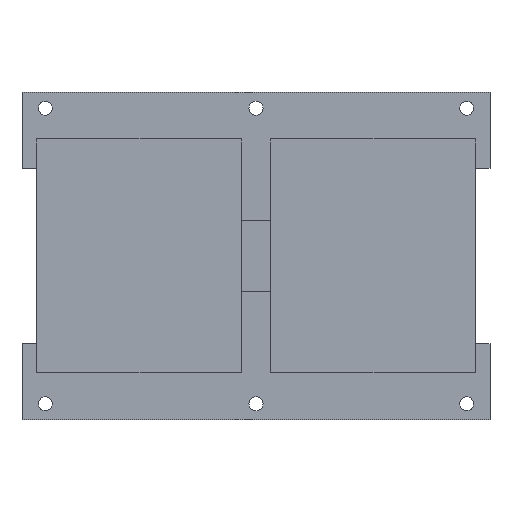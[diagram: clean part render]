
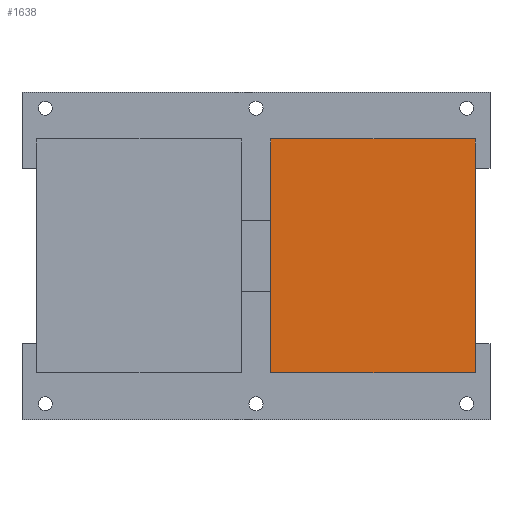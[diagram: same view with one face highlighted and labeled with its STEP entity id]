
A CAD part, top view. The second image highlights one B-rep face of the part: STEP entity #1638.
In plain terms, the highlighted planar face has unit normal (0, 0, 1).
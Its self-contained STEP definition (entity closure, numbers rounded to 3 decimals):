
#1509 = VERTEX_POINT('',#1510);
#1510 = CARTESIAN_POINT('',(-17.5,-20.,3.));
#1516 = EDGE_CURVE('',#1509,#1517,#1519,.T.);
#1517 = VERTEX_POINT('',#1518);
#1518 = CARTESIAN_POINT('',(-17.5,20.,3.));
#1519 = LINE('',#1520,#1521);
#1520 = CARTESIAN_POINT('',(-17.5,-20.,3.));
#1521 = VECTOR('',#1522,1.);
#1522 = DIRECTION('',(0.,1.,0.));
#1547 = EDGE_CURVE('',#1517,#1548,#1550,.T.);
#1548 = VERTEX_POINT('',#1549);
#1549 = CARTESIAN_POINT('',(17.5,20.,3.));
#1550 = LINE('',#1551,#1552);
#1551 = CARTESIAN_POINT('',(-17.5,20.,3.));
#1552 = VECTOR('',#1553,1.);
#1553 = DIRECTION('',(1.,0.,0.));
#1578 = EDGE_CURVE('',#1548,#1579,#1581,.T.);
#1579 = VERTEX_POINT('',#1580);
#1580 = CARTESIAN_POINT('',(17.5,-20.,3.));
#1581 = LINE('',#1582,#1583);
#1582 = CARTESIAN_POINT('',(17.5,20.,3.));
#1583 = VECTOR('',#1584,1.);
#1584 = DIRECTION('',(0.,-1.,0.));
#1609 = EDGE_CURVE('',#1579,#1509,#1610,.T.);
#1610 = LINE('',#1611,#1612);
#1611 = CARTESIAN_POINT('',(17.5,-20.,3.));
#1612 = VECTOR('',#1613,1.);
#1613 = DIRECTION('',(-1.,0.,0.));
#1638 = ADVANCED_FACE('',(#1639),#1645,.T.);
#1639 = FACE_BOUND('',#1640,.F.);
#1640 = EDGE_LOOP('',(#1641,#1642,#1643,#1644));
#1641 = ORIENTED_EDGE('',*,*,#1516,.T.);
#1642 = ORIENTED_EDGE('',*,*,#1547,.T.);
#1643 = ORIENTED_EDGE('',*,*,#1578,.T.);
#1644 = ORIENTED_EDGE('',*,*,#1609,.T.);
#1645 = PLANE('',#1646);
#1646 = AXIS2_PLACEMENT_3D('',#1647,#1648,#1649);
#1647 = CARTESIAN_POINT('',(0.,0.,3.));
#1648 = DIRECTION('',(0.,0.,1.));
#1649 = DIRECTION('',(1.,0.,-0.));
